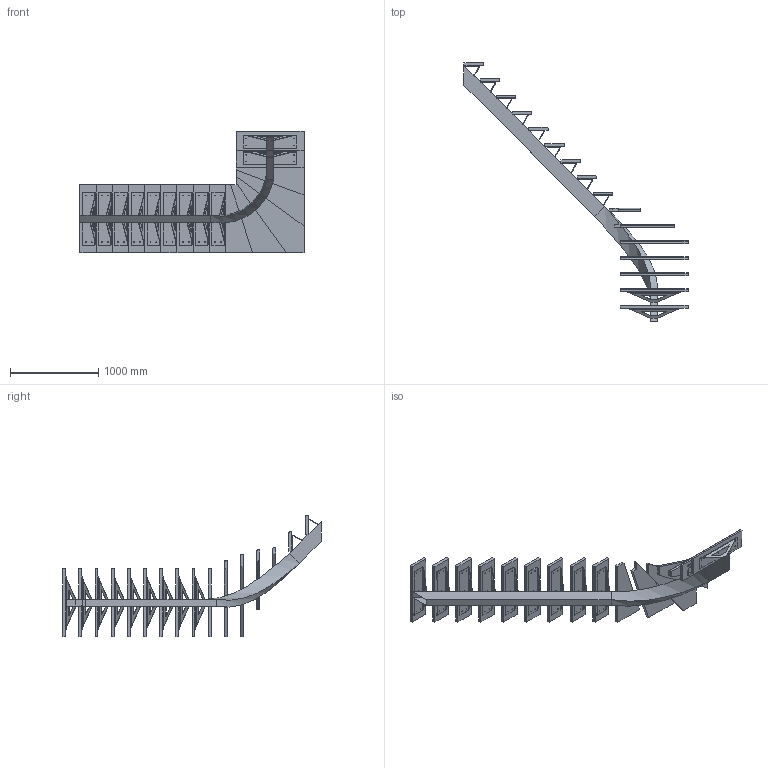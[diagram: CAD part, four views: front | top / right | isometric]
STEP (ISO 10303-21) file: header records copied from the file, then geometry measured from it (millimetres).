
FILE_DESCRIPTION (( 'STEP AP214' ), '1' );
FILE_NAME ('Limon.STEP', '2022-08-23T19:48:32', ( '' ), ( '' ), 'SwSTEP 2.0', 'SolidWorks 2021', '' );
FILE_SCHEMA (( 'AUTOMOTIVE_DESIGN' ));
Length unit declared in the file: millimetre
Products named in the file (1): Limon
Bounding box: 2540 x 2932 x 1376.46 mm (x, y, z)
Surface area: 9971978 mm2 (no closed solid volume)
Topology: 0 solids, 19 shells, 525 faces, 1236 edges, 792 vertices
Faces by surface type: plane 333, cylinder 166, bspline 26
Entity records: 17506 total; most frequent: CARTESIAN_POINT 4060, ORIENTED_EDGE 2464, DIRECTION 2344, EDGE_CURVE 1236, LINE 856, VECTOR 856, VERTEX_POINT 792, AXIS2_PLACEMENT_3D 744
